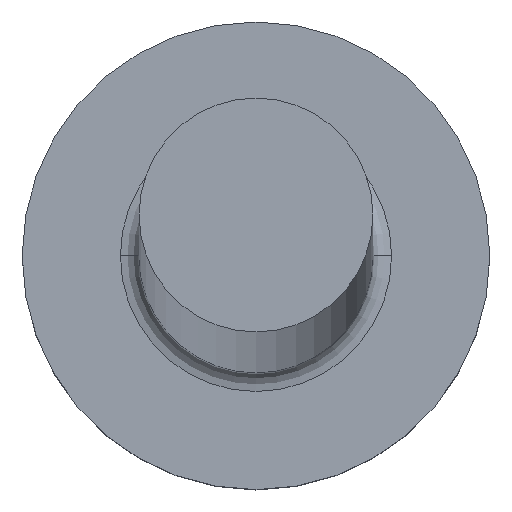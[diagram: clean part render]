
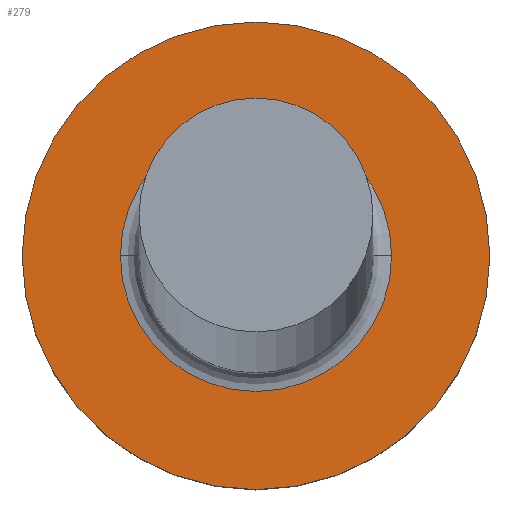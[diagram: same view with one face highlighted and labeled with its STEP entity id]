
A CAD part, top view. The second image highlights one B-rep face of the part: STEP entity #279.
In plain terms, the highlighted planar face has unit normal (0, 0, 1).
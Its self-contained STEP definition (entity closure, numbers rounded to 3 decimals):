
#3 = ORIENTED_EDGE ( 'NONE', *, *, #143, .T. ) ;
#18 = DIRECTION ( 'NONE',  ( 1., 0., 0. ) ) ;
#22 = CIRCLE ( 'NONE', #205, 1.45 ) ;
#37 = CIRCLE ( 'NONE', #234, 2.5 ) ;
#43 = DIRECTION ( 'NONE',  ( 0., 0., -1. ) ) ;
#53 = EDGE_CURVE ( 'NONE', #233, #142, #22, .T. ) ;
#54 = CARTESIAN_POINT ( 'NONE',  ( 2.5, 0., 2. ) ) ;
#58 = CIRCLE ( 'NONE', #244, 2.5 ) ;
#63 = DIRECTION ( 'NONE',  ( 1., 0., 0. ) ) ;
#70 = VERTEX_POINT ( 'NONE', #54 ) ;
#77 = CARTESIAN_POINT ( 'NONE',  ( 0., 0., 2. ) ) ;
#108 = FACE_BOUND ( 'NONE', #246, .T. ) ;
#127 = DIRECTION ( 'NONE',  ( 1., 0., 0. ) ) ;
#131 = AXIS2_PLACEMENT_3D ( 'NONE', #132, #43, #18 ) ;
#132 = CARTESIAN_POINT ( 'NONE',  ( 0., 0., 2. ) ) ;
#142 = VERTEX_POINT ( 'NONE', #149 ) ;
#143 = EDGE_CURVE ( 'NONE', #142, #233, #187, .T. ) ;
#149 = CARTESIAN_POINT ( 'NONE',  ( 1.45, 0., 2. ) ) ;
#150 = DIRECTION ( 'NONE',  ( 0., 0., 1. ) ) ;
#168 = ORIENTED_EDGE ( 'NONE', *, *, #189, .T. ) ;
#175 = CARTESIAN_POINT ( 'NONE',  ( 0., 0., 2. ) ) ;
#187 = CIRCLE ( 'NONE', #131, 1.45 ) ;
#189 = EDGE_CURVE ( 'NONE', #70, #245, #58, .T. ) ;
#198 = CARTESIAN_POINT ( 'NONE',  ( 0., 0., 2. ) ) ;
#205 = AXIS2_PLACEMENT_3D ( 'NONE', #77, #292, #296 ) ;
#206 = ORIENTED_EDGE ( 'NONE', *, *, #53, .T. ) ;
#220 = EDGE_CURVE ( 'NONE', #245, #70, #37, .T. ) ;
#233 = VERTEX_POINT ( 'NONE', #301 ) ;
#234 = AXIS2_PLACEMENT_3D ( 'NONE', #198, #150, #63 ) ;
#244 = AXIS2_PLACEMENT_3D ( 'NONE', #251, #276, #127 ) ;
#245 = VERTEX_POINT ( 'NONE', #254 ) ;
#246 = EDGE_LOOP ( 'NONE', ( #3, #206 ) ) ;
#251 = CARTESIAN_POINT ( 'NONE',  ( 0., 0., 2. ) ) ;
#254 = CARTESIAN_POINT ( 'NONE',  ( -2.5, 0., 2. ) ) ;
#262 = EDGE_LOOP ( 'NONE', ( #272, #168 ) ) ;
#272 = ORIENTED_EDGE ( 'NONE', *, *, #220, .T. ) ;
#273 = DIRECTION ( 'NONE',  ( 0., 0., 1. ) ) ;
#275 = AXIS2_PLACEMENT_3D ( 'NONE', #175, #273, #290 ) ;
#276 = DIRECTION ( 'NONE',  ( 0., 0., 1. ) ) ;
#279 = ADVANCED_FACE ( 'NONE', ( #108, #302 ), #300, .T. ) ;
#290 = DIRECTION ( 'NONE',  ( 1., 0., 0. ) ) ;
#292 = DIRECTION ( 'NONE',  ( 0., 0., -1. ) ) ;
#296 = DIRECTION ( 'NONE',  ( 1., 0., 0. ) ) ;
#300 = PLANE ( 'NONE',  #275 ) ;
#301 = CARTESIAN_POINT ( 'NONE',  ( -1.45, 0., 2. ) ) ;
#302 = FACE_OUTER_BOUND ( 'NONE', #262, .T. ) ;
